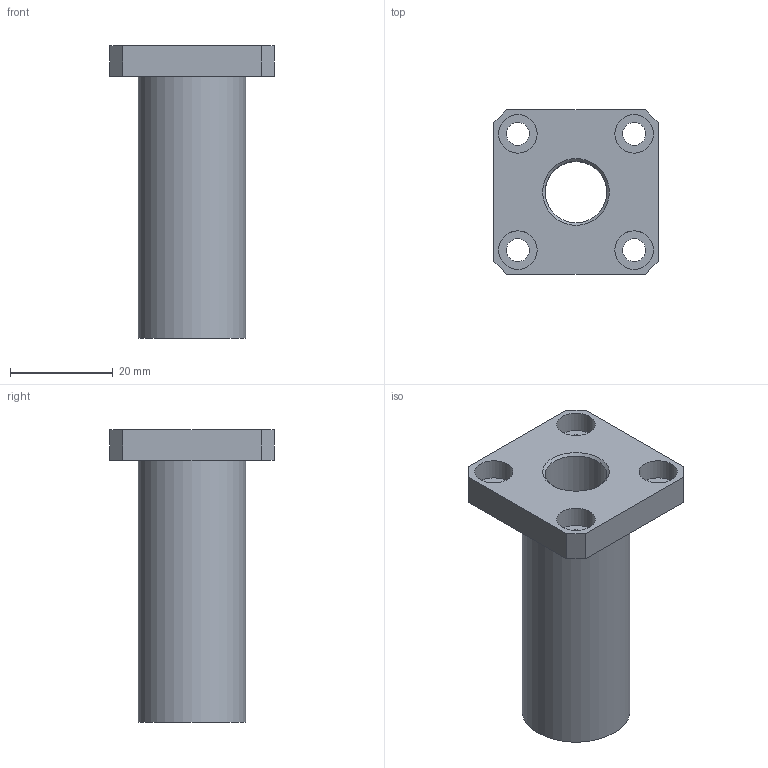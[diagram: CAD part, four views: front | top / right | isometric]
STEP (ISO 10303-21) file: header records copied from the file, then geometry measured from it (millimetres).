
FILE_DESCRIPTION(/* description */ ('STEP AP203'),/* implementation_level */ '2;1');
FILE_NAME(/* name */ 'LMK12LUU.stp',/* time_stamp */ '2017-11-16T14:49:59+07:00',/* author */ ('Thai'),/* organization */ (' '),/* preprocessor_version */ 'ST-DEVELOPER v16.13',/* originating_system */ 'Autodesk Inventor 2018',/* authorisation */ ' ');
FILE_SCHEMA (('AUTOMOTIVE_DESIGN { 1 0 10303 214 3 1 1 }'));
Length unit declared in the file: millimetre
Products named in the file (1): LMK12LUU
Bounding box: 32 x 32 x 57 mm (x, y, z)
Volume: 16431.8 mm3; surface area: 8388.3 mm2
Topology: 1 solids, 1 shells, 27 faces, 62 edges, 42 vertices
Faces by surface type: plane 15, cylinder 10, cone 2
Full cylindrical faces by diameter (mm): 4.5 x4, 7.5 x4, 12 x1, 21 x1
Entity records: 737 total; most frequent: DIRECTION 124, CARTESIAN_POINT 112, ORIENTED_EDGE 92, EDGE_LOOP 54, AXIS2_PLACEMENT_3D 50, EDGE_CURVE 46, VERTEX_POINT 38, FACE_BOUND 27
